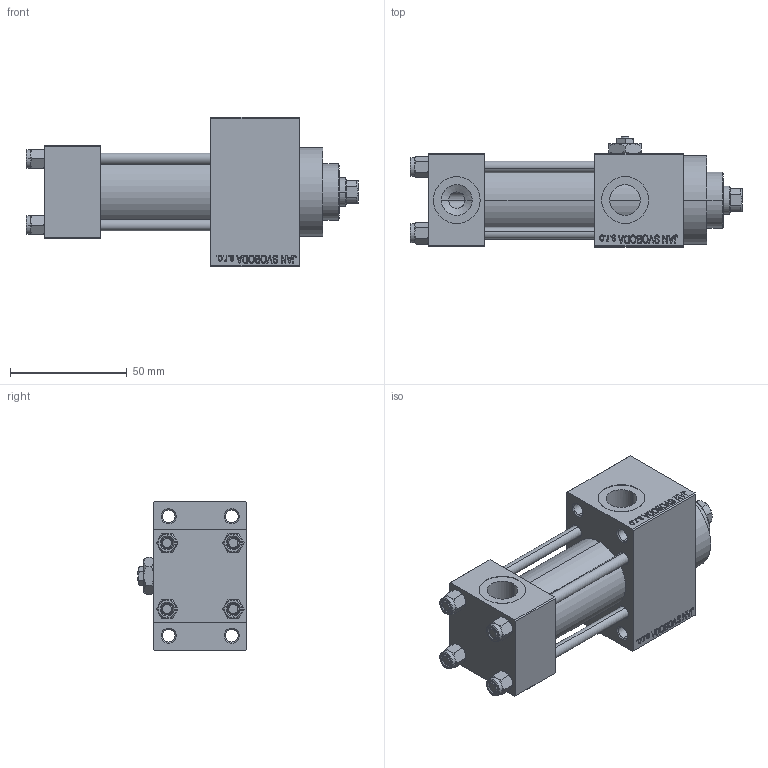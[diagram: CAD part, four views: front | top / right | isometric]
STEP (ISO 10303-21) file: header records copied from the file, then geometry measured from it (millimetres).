
FILE_DESCRIPTION (( 'STEP AP203' ), '1' );
FILE_NAME ('9437.STEP', '2022-04-15T02:17:12', ( '' ), ( '' ), 'SwSTEP 2.0', 'SolidWorks 2019', '' );
FILE_SCHEMA (( 'CONFIG_CONTROL_DESIGN' ));
Length unit declared in the file: millimetre
Products named in the file (7): V215CR_D_Body ac0e0de18c868f20f4d560e0820b36c2; Zatka_pro_OIL_PORT ac0e0de18c868f20f4d560e0820b36c2; NUT_M5_D ac0e0de18c868f20f4d560e0820b36c2; 9437; V215CR_D_TYCINKA ac0e0de18c868f20f4d560e0820b36c2; V215CR_VCP_D ac0e0de18c868f20f4d560e0820b36c2; V215_VC_A ac0e0de18c868f20f4d560e0820b36c2
Assembly tree (12 placements, depth 2):
  9437
    V215CR_D_Body ac0e0de18c868f20f4d560e0820b36c2
    V215CR_VCP_D ac0e0de18c868f20f4d560e0820b36c2
    NUT_M5_D ac0e0de18c868f20f4d560e0820b36c2  x4
    V215CR_D_TYCINKA ac0e0de18c868f20f4d560e0820b36c2  x4
    V215_VC_A ac0e0de18c868f20f4d560e0820b36c2
    Zatka_pro_OIL_PORT ac0e0de18c868f20f4d560e0820b36c2
Bounding box: 142 x 47 x 64 mm (x, y, z)
Volume: 173578.2 mm3; surface area: 62720.5 mm2
Topology: 12 solids, 12 shells, 1157 faces, 2866 edges, 1847 vertices
Faces by surface type: plane 521, bspline 368, cone 164, cylinder 96, torus 8
Entity records: 48969 total; most frequent: CARTESIAN_POINT 25618, ORIENTED_EDGE 5224, DIRECTION 3412, EDGE_CURVE 2612, VERTEX_POINT 1703, LINE 1542, VECTOR 1542, EDGE_LOOP 1173
